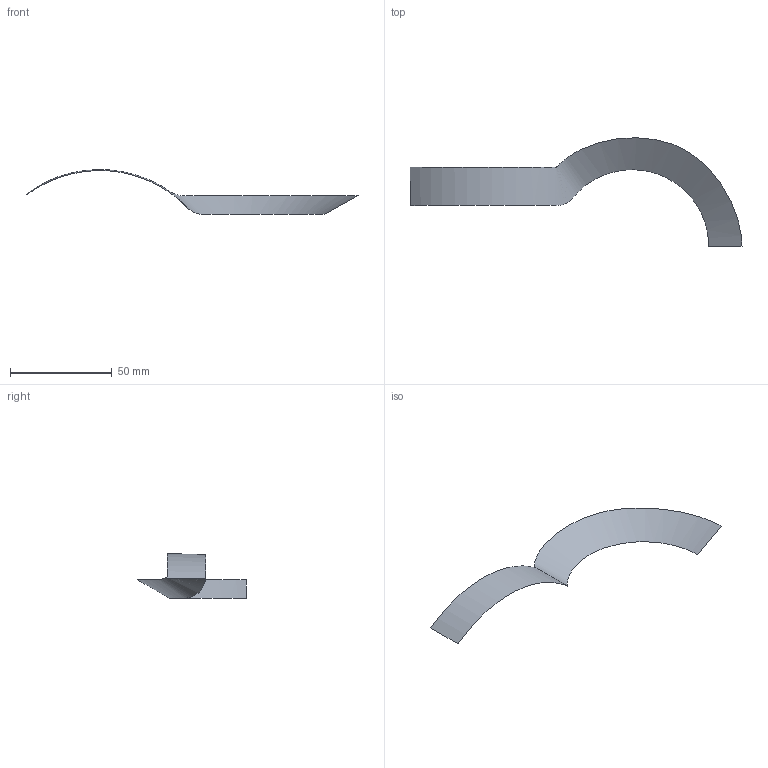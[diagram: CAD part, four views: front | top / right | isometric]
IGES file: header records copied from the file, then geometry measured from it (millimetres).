
Start section: ************************************************************************ VDAIS VERSION/LEIST: 1.0/AF1B0 --------------ANGABEN UEBER DEN ABSENDER-------------------------------- SENDING COMPANY        : SENDER'S NAME          : ~ TELEPHONE NO.        : ~ ADDRESS              : CAD-SYSTEM             : EUKLID     V16 DATE                   : 28-SEP-2016 FILENAME               : SOLLTEST.IGS --------
Global section: file name: solltest.igs; native system: EUKLID Version V16; preprocessor: VDAIS Preprocessor Version 6.0; author: kleinb; organization: CAD/CAM; date: 20160928.115556; units: millimetre
Bounding box: 163.34 x 53.37 x 22.02 mm (x, y, z)
Surface area: 3568.8 mm2 (no closed solid volume)
Topology: 0 solids, 0 shells, 1 faces, 54 edges, 54 vertices
Faces by surface type: bspline 1
